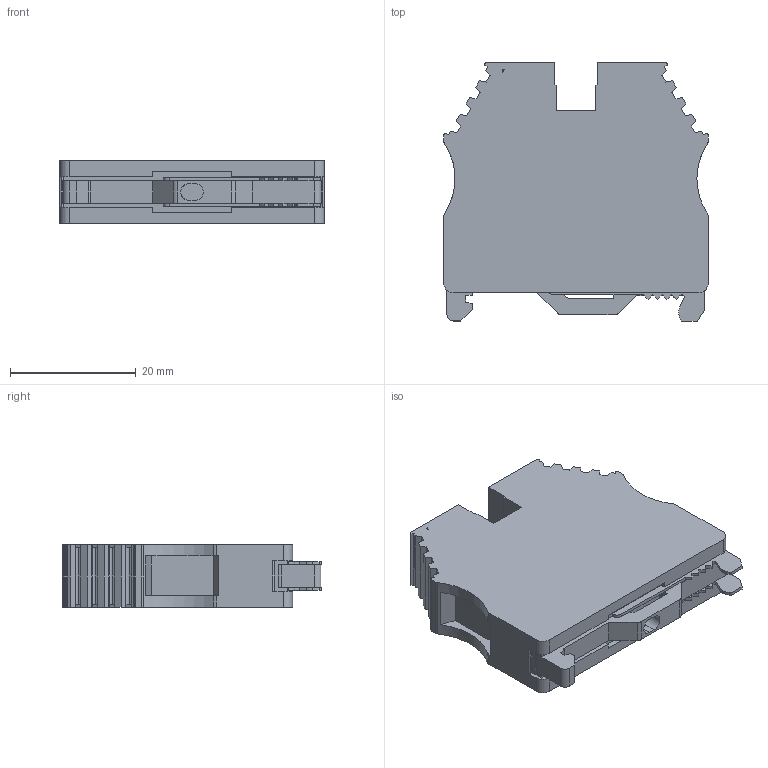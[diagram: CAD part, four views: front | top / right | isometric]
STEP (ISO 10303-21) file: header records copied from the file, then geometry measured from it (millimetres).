
FILE_DESCRIPTION (( 'STEP AP214' ), '1' );
FILE_NAME ('AVK 6_10T.STP', '2013-07-01T15:00:31', ( 'gurcan' ), ( '' ), 'SwSTEP 2.0', 'SolidWorks 2013', '' );
FILE_SCHEMA (( 'AUTOMOTIVE_DESIGN' ));
Length unit declared in the file: millimetre
Products named in the file (1): AVK 6_10T
Bounding box: 42 x 41.03 x 10 mm (x, y, z)
Volume: 13242.6 mm3; surface area: 5483.8 mm2
Topology: 1 solids, 10 shells, 352 faces, 933 edges, 603 vertices
Faces by surface type: plane 260, cylinder 83, cone 9
Entity records: 14732 total; most frequent: CARTESIAN_POINT 1966, ORIENTED_EDGE 1866, DIRECTION 1812, EDGE_CURVE 933, LINE 734, VECTOR 734, VERTEX_POINT 603, AXIS2_PLACEMENT_3D 539
